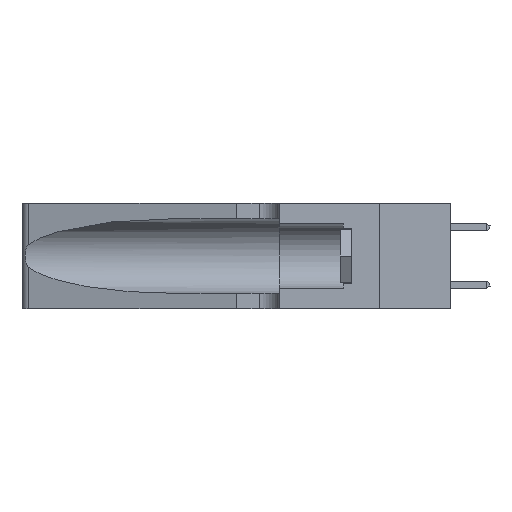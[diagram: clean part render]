
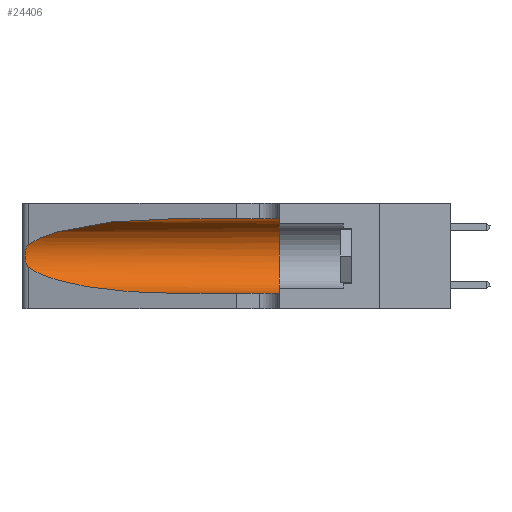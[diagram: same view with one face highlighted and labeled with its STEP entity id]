
A CAD part, left-side view. The second image highlights one B-rep face of the part: STEP entity #24406.
In plain terms, the highlighted cylindrical face has radius 3.308 mm (diameter 6.617 mm), a partial arc.
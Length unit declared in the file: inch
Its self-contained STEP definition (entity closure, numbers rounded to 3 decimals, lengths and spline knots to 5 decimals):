
#57 = CARTESIAN_POINT ( 'NONE',  ( 0.26075, 1.23896, 0.178 ) ) ;
#1918 = VERTEX_POINT ( 'NONE', #24126 ) ;
#2505 = EDGE_CURVE ( 'NONE', #28834, #22513, #3795, .T. ) ;
#2605 = DIRECTION ( 'NONE',  ( 0., -1., 0. ) ) ;
#2724 = CARTESIAN_POINT ( 'NONE',  ( 0.25487, 1.22718, 0.14631 ) ) ;
#3050 = CARTESIAN_POINT ( 'NONE',  ( 0.25856, 1.23593, 0.16098 ) ) ;
#3683 = EDGE_CURVE ( 'NONE', #35099, #15280, #28167, .T. ) ;
#3795 =( BOUNDED_CURVE ( )  B_SPLINE_CURVE ( 3, ( #9258, #32539, #15157, #35381 ),
 .UNSPECIFIED., .F., .T. ) 
 B_SPLINE_CURVE_WITH_KNOTS ( ( 4, 4 ),
 ( 1.5708, 2.84003 ),
 .UNSPECIFIED. ) 
 CURVE ( )  GEOMETRIC_REPRESENTATION_ITEM ( )  RATIONAL_B_SPLINE_CURVE ( ( 1., 0.87, 0.87, 1. ) ) 
 REPRESENTATION_ITEM ( '' )  );
#4971 = B_SPLINE_CURVE_WITH_KNOTS ( 'NONE', 3,
 ( #20534, #26364, #11833, #32160, #14780, #35031, #17720, #57, #20673, #3050, #23606, #6038, #26490, #8988 ),
 .UNSPECIFIED., .F., .F.,
 ( 4, 2, 2, 2, 2, 2, 4 ),
 ( 0., 0.00027, 0.00053, 0.00107, 0.0016, 0.00187, 0.00214 ),
 .UNSPECIFIED. ) ;
#5591 = CARTESIAN_POINT ( 'NONE',  ( 0.1305, 1.61858, 0.185 ) ) ;
#6038 = CARTESIAN_POINT ( 'NONE',  ( 0.25639, 1.23186, 0.15144 ) ) ;
#7949 = VECTOR ( 'NONE', #25820, 39.37008 ) ;
#8306 = CARTESIAN_POINT ( 'NONE',  ( 0.1305, 1.61858, 0.31525 ) ) ;
#8490 = FACE_OUTER_BOUND ( 'NONE', #21230, .T. ) ;
#8988 = CARTESIAN_POINT ( 'NONE',  ( 0.25487, 1.22718, 0.14631 ) ) ;
#9079 = ORIENTED_EDGE ( 'NONE', *, *, #2505, .T. ) ;
#9255 = ORIENTED_EDGE ( 'NONE', *, *, #37328, .T. ) ;
#9258 = CARTESIAN_POINT ( 'NONE',  ( 0.1305, 0.72297, 0.31525 ) ) ;
#9805 = AXIS2_PLACEMENT_3D ( 'NONE', #31514, #14108, #34405 ) ;
#11431 = ORIENTED_EDGE ( 'NONE', *, *, #30535, .F. ) ;
#11747 = ORIENTED_EDGE ( 'NONE', *, *, #3683, .T. ) ;
#11833 = CARTESIAN_POINT ( 'NONE',  ( 0.25639, 1.23184, 0.21858 ) ) ;
#11986 = CARTESIAN_POINT ( 'NONE',  ( 0.1305, 0.35, 0.31525 ) ) ;
#14108 = DIRECTION ( 'NONE',  ( 0., 1., 0. ) ) ;
#14437 = CARTESIAN_POINT ( 'NONE',  ( 0.18966, 0.96281, 0.05475 ) ) ;
#14780 = CARTESIAN_POINT ( 'NONE',  ( 0.25854, 1.2359, 0.20912 ) ) ;
#15157 = CARTESIAN_POINT ( 'NONE',  ( 0.2373, 1.15595, 0.28018 ) ) ;
#15280 = VERTEX_POINT ( 'NONE', #30248 ) ;
#17720 = CARTESIAN_POINT ( 'NONE',  ( 0.26075, 1.23896, 0.19203 ) ) ;
#17907 = CARTESIAN_POINT ( 'NONE',  ( 0.1305, 1.61858, 0.05475 ) ) ;
#19146 = ORIENTED_EDGE ( 'NONE', *, *, #34698, .T. ) ;
#19905 = CARTESIAN_POINT ( 'NONE',  ( 0.1305, 0.72297, 0.31525 ) ) ;
#20288 = VECTOR ( 'NONE', #20853, 39.37008 ) ;
#20340 = CARTESIAN_POINT ( 'NONE',  ( 0.2373, 1.15595, 0.08982 ) ) ;
#20534 = CARTESIAN_POINT ( 'NONE',  ( 0.25487, 1.22718, 0.22369 ) ) ;
#20559 = CIRCLE ( 'NONE', #9805, 0.13025 ) ;
#20673 = CARTESIAN_POINT ( 'NONE',  ( 0.26017, 1.23833, 0.17102 ) ) ;
#20853 = DIRECTION ( 'NONE',  ( 0., -1., 0. ) ) ;
#21230 = EDGE_LOOP ( 'NONE', ( #9079, #9255, #11747, #19146, #11431, #25524 ) ) ;
#22237 = CARTESIAN_POINT ( 'NONE',  ( 0.25487, 1.22718, 0.22369 ) ) ;
#22513 = VERTEX_POINT ( 'NONE', #22237 ) ;
#23161 = DIRECTION ( 'NONE',  ( 0., 0., -1. ) ) ;
#23264 = CARTESIAN_POINT ( 'NONE',  ( 0.1305, 0.72297, 0.05475 ) ) ;
#23541 = LINE ( 'NONE', #8306, #7949 ) ;
#23606 = CARTESIAN_POINT ( 'NONE',  ( 0.25789, 1.23486, 0.15765 ) ) ;
#24126 = CARTESIAN_POINT ( 'NONE',  ( 0.1305, 0.35, 0.05475 ) ) ;
#24406 = ADVANCED_FACE ( 'NONE', ( #8490 ), #30842, .F. ) ;
#25524 = ORIENTED_EDGE ( 'NONE', *, *, #33998, .F. ) ;
#25820 = DIRECTION ( 'NONE',  ( 0., -1., 0. ) ) ;
#26364 = CARTESIAN_POINT ( 'NONE',  ( 0.25555, 1.22994, 0.2215 ) ) ;
#26490 = CARTESIAN_POINT ( 'NONE',  ( 0.25555, 1.22993, 0.14849 ) ) ;
#26505 = VERTEX_POINT ( 'NONE', #11986 ) ;
#28167 =( BOUNDED_CURVE ( )  B_SPLINE_CURVE ( 3, ( #2724, #20340, #14437, #23264 ),
 .UNSPECIFIED., .F., .T. ) 
 B_SPLINE_CURVE_WITH_KNOTS ( ( 4, 4 ),
 ( 3.44316, 4.71239 ),
 .UNSPECIFIED. ) 
 CURVE ( )  GEOMETRIC_REPRESENTATION_ITEM ( )  RATIONAL_B_SPLINE_CURVE ( ( 1., 0.87, 0.87, 1. ) ) 
 REPRESENTATION_ITEM ( '' )  );
#28834 = VERTEX_POINT ( 'NONE', #19905 ) ;
#30248 = CARTESIAN_POINT ( 'NONE',  ( 0.1305, 0.72297, 0.05475 ) ) ;
#30535 = EDGE_CURVE ( 'NONE', #26505, #1918, #20559, .T. ) ;
#30672 = AXIS2_PLACEMENT_3D ( 'NONE', #5591, #2605, #23161 ) ;
#30842 = CYLINDRICAL_SURFACE ( 'NONE', #30672, 0.13025 ) ;
#31514 = CARTESIAN_POINT ( 'NONE',  ( 0.1305, 0.35, 0.185 ) ) ;
#32160 = CARTESIAN_POINT ( 'NONE',  ( 0.25787, 1.23484, 0.2124 ) ) ;
#32539 = CARTESIAN_POINT ( 'NONE',  ( 0.18966, 0.96281, 0.31525 ) ) ;
#33998 = EDGE_CURVE ( 'NONE', #28834, #26505, #23541, .T. ) ;
#34405 = DIRECTION ( 'NONE',  ( 0., 0., 1. ) ) ;
#34698 = EDGE_CURVE ( 'NONE', #15280, #1918, #35602, .T. ) ;
#35031 = CARTESIAN_POINT ( 'NONE',  ( 0.26018, 1.23835, 0.19895 ) ) ;
#35099 = VERTEX_POINT ( 'NONE', #36809 ) ;
#35381 = CARTESIAN_POINT ( 'NONE',  ( 0.25487, 1.22718, 0.22369 ) ) ;
#35602 = LINE ( 'NONE', #17907, #20288 ) ;
#36809 = CARTESIAN_POINT ( 'NONE',  ( 0.25487, 1.22718, 0.14631 ) ) ;
#37328 = EDGE_CURVE ( 'NONE', #22513, #35099, #4971, .T. ) ;
